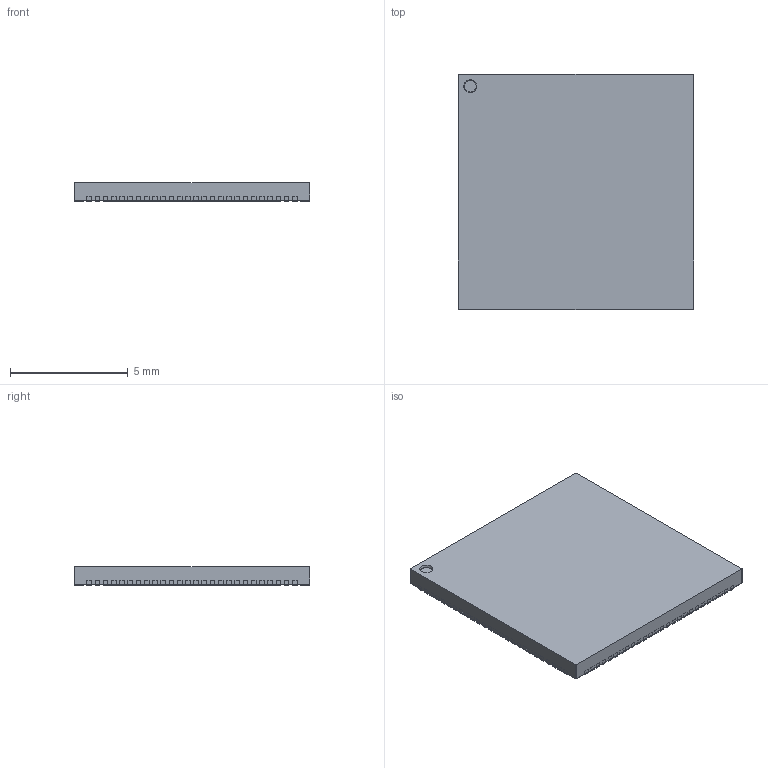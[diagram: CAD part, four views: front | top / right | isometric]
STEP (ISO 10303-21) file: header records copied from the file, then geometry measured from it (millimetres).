
FILE_DESCRIPTION(/* description */ ('Unknown'),/* implementation_level */ '2;1');
FILE_NAME(/* name */ 'QFN104_P035_H075',/* time_stamp */ '2025-09-23T11:00:23+03:00',/* author */ ('Unknown'),/* organization */ ('Unknown'),/* preprocessor_version */ 'ST-DEVELOPER v19.4',/* originating_system */ 'Solid Edge',/* authorisation */ 'Unknown');
FILE_SCHEMA (('AUTOMOTIVE_DESIGN {1 0 10303 214 3 1 1}'));
Length unit declared in the file: millimetre
Products named in the file (6): QFN104_P035_H075; QFN104_pins; QFN104_pins_side; QFN104_pin; QFN104_pad; QFN104_body
Assembly tree (33 placements, depth 4):
  QFN104_P035_H075
    QFN104_pins
      QFN104_pins_side  x4
        QFN104_pin
    QFN104_pad
    QFN104_body
Bounding box: 10.02 x 10.02 x 0.78 mm (x, y, z)
Volume: 77.9 mm3; surface area: 381.9 mm2
Topology: 106 solids, 106 shells, 859 faces, 1930 edges, 1280 vertices
Faces by surface type: plane 638, cylinder 216, sphere 4, cone 1
Entity records: 1405 total; most frequent: DIRECTION 231, CARTESIAN_POINT 184, ORIENTED_EDGE 142, AXIS2_PLACEMENT_3D 91, EDGE_CURVE 71, LINE 49, VECTOR 49, VERTEX_POINT 44
